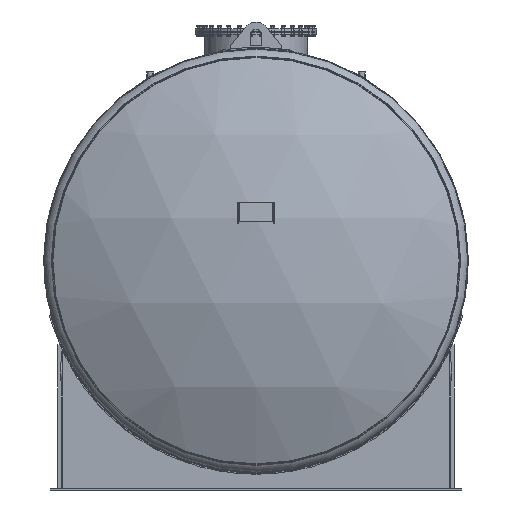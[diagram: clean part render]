
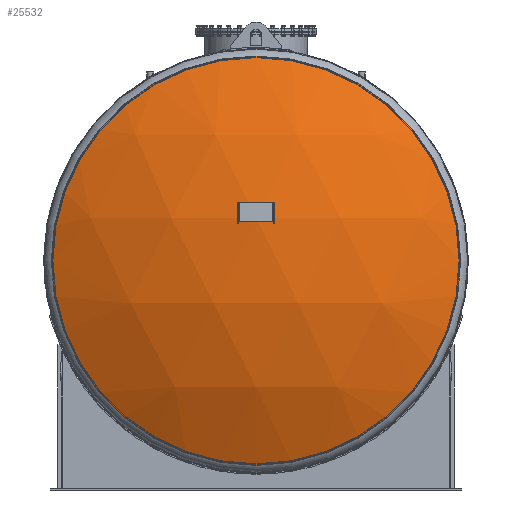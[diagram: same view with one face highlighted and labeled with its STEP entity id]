
A CAD part, left-side view. The second image highlights one B-rep face of the part: STEP entity #25532.
In plain terms, the highlighted spherical face has radius 2515 mm.
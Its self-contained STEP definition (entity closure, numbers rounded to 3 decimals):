
#1148=SPHERICAL_SURFACE('',#27716,2515.);
#2896=FACE_OUTER_BOUND('',#4610,.T.);
#4610=EDGE_LOOP('',(#17939));
#9569=CIRCLE('',#27714,1208.955);
#10990=VERTEX_POINT('',#39902);
#13532=EDGE_CURVE('',#10990,#10990,#9569,.T.);
#17939=ORIENTED_EDGE('',*,*,#13532,.T.);
#25532=ADVANCED_FACE('',(#2896),#1148,.T.);
#27714=AXIS2_PLACEMENT_3D('',#39903,#31635,#31636);
#27716=AXIS2_PLACEMENT_3D('',#39905,#31639,#31640);
#31635=DIRECTION('center_axis',(-1.,0.,0.));
#31636=DIRECTION('ref_axis',(0.,-1.,0.));
#31639=DIRECTION('center_axis',(0.,0.,1.));
#31640=DIRECTION('ref_axis',(0.,-1.,0.));
#39902=CARTESIAN_POINT('',(-5035.251,0.,1208.955));
#39903=CARTESIAN_POINT('Origin',(-5035.251,0.,
0.));
#39905=CARTESIAN_POINT('Origin',(-2829.882,0.,0.));
